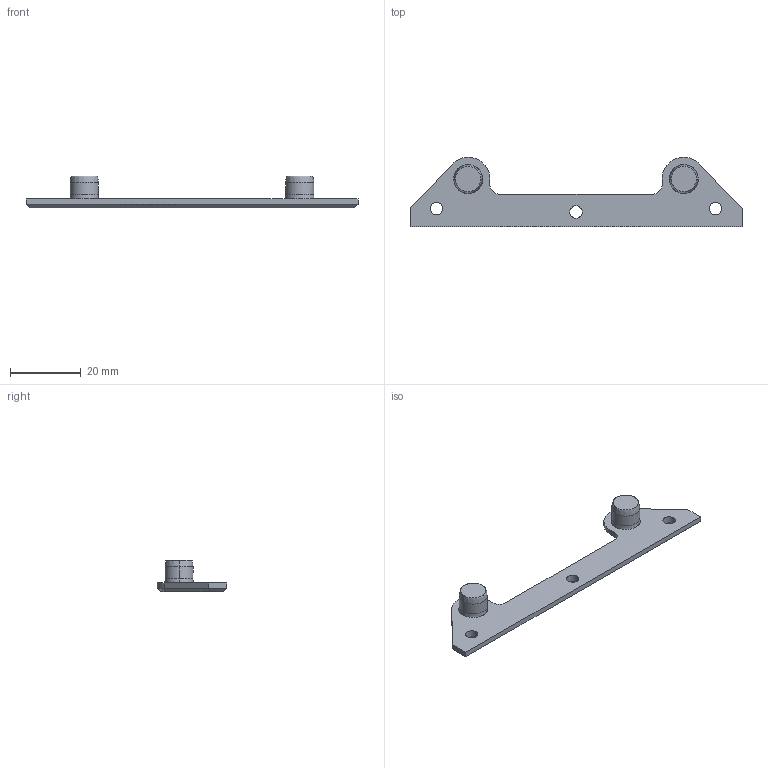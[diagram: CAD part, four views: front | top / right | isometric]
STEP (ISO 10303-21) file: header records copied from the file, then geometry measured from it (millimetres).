
FILE_DESCRIPTION (( 'STEP AP214' ), '1' );
FILE_NAME ('YStop22.STEP', '2022-01-11T23:04:20', ( '' ), ( '' ), 'SwSTEP 2.0', 'SolidWorks 2021', '' );
FILE_SCHEMA (( 'AUTOMOTIVE_DESIGN' ));
Length unit declared in the file: inch
Products named in the file (1): YStop22
Bounding box: 93.87 x 19.62 x 9.02 mm (x, y, z)
Volume: 3283.8 mm3; surface area: 2993.9 mm2
Topology: 1 solids, 1 shells, 75 faces, 178 edges, 110 vertices
Faces by surface type: plane 39, cylinder 14, bspline 12, cone 10
Entity records: 3370 total; most frequent: CARTESIAN_POINT 1700, ORIENTED_EDGE 356, DIRECTION 296, EDGE_CURVE 178, VERTEX_POINT 110, VECTOR 108, LINE 108, AXIS2_PLACEMENT_3D 94
